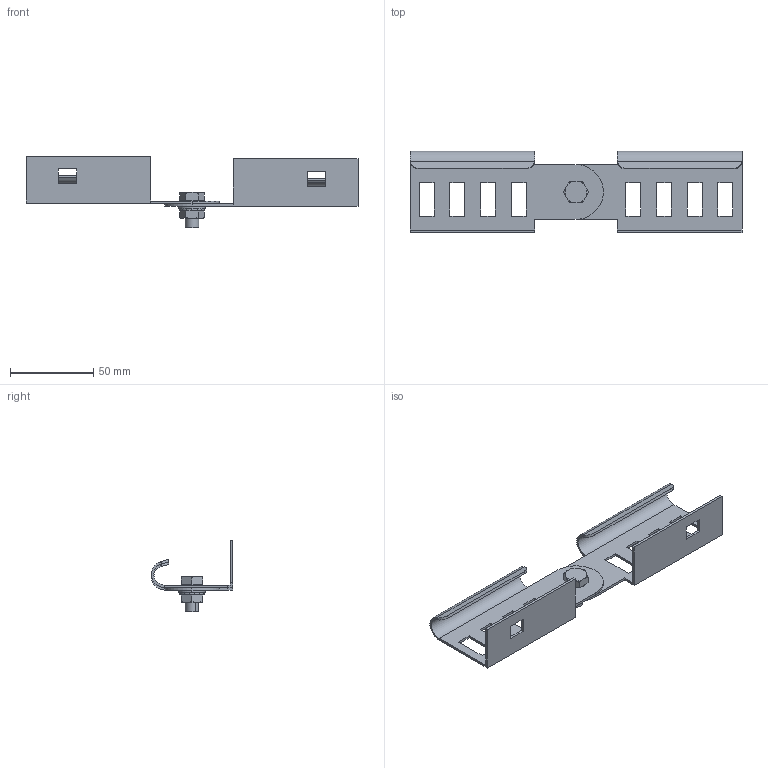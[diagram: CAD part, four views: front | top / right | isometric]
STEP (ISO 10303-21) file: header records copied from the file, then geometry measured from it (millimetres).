
FILE_DESCRIPTION (( 'STEP AP214' ), '1' );
FILE_NAME ('6200926.stp', '2017-03-21T13:54:03', ( '' ), ( '' ), 'SwSTEP 2.0', 'SolidWorks 2016', '' );
FILE_SCHEMA (( 'AUTOMOTIVE_DESIGN' ));
Length unit declared in the file: millimetre
Products named in the file (7): 6200926; KTS 07.026-005_Gelenkverbinderteil 45 links; KTS 07.026-005_Gelenkverbinderteil 45 rechts; 35104288; 35016043; 009241_DIN 6798-A8.4; 35014028_Standard
Assembly tree (6 placements, depth 2):
  6200926
    KTS 07.026-005_Gelenkverbinderteil 45 links
    KTS 07.026-005_Gelenkverbinderteil 45 rechts
    35104288
    35016043
    009241_DIN 6798-A8.4
    35014028_Standard
Bounding box: 200 x 48.99 x 42.92 mm (x, y, z)
Volume: 24448 mm3; surface area: 33709.2 mm2
Topology: 6 solids, 6 shells, 211 faces, 580 edges, 354 vertices
Faces by surface type: plane 131, bspline 32, cylinder 30, cone 12, torus 6
Entity records: 7568 total; most frequent: CARTESIAN_POINT 2238, ORIENTED_EDGE 1104, DIRECTION 930, EDGE_CURVE 552, VERTEX_POINT 354, VECTOR 334, LINE 334, AXIS2_PLACEMENT_3D 298
